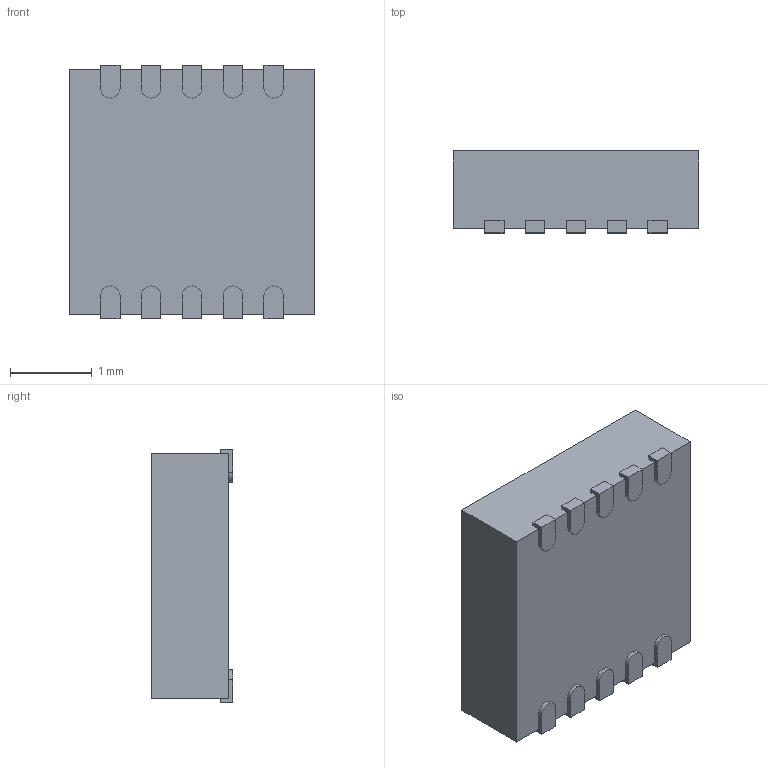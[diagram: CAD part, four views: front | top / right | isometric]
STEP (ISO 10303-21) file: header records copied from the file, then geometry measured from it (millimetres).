
FILE_DESCRIPTION (( 'STEP AP214' ), '1' );
FILE_NAME ( 'SON10P50_300X300X100L40X24.STEP', '2019-03-28T17:15:30', ( '' ), ( '' ), 'Part was generated with the free Library Expert Lite available at www.PCBLibraries.com. Removing line will violate the End User License Agreement.', '©2017 PCB Libraries, Inc.', '' );
FILE_SCHEMA (( 'AUTOMOTIVE_DESIGN' ));
Length unit declared in the file: millimetre
Products named in the file (1): SON10P50_300X300X100L40X24
Bounding box: 3 x 1 x 3.1 mm (x, y, z)
Volume: 8.6 mm3; surface area: 32.4 mm2
Topology: 11 solids, 11 shells, 99 faces, 228 edges, 152 vertices
Faces by surface type: plane 77, cylinder 20, torus 2
Entity records: 3211 total; most frequent: CARTESIAN_POINT 480, DIRECTION 474, ORIENTED_EDGE 456, EDGE_CURVE 228, VECTOR 182, LINE 182, VERTEX_POINT 152, AXIS2_PLACEMENT_3D 146
